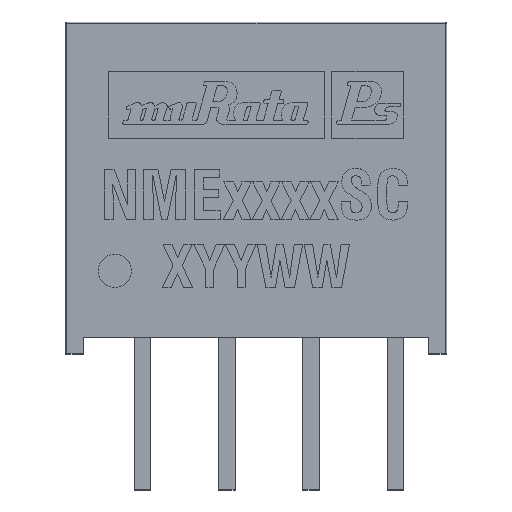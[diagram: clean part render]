
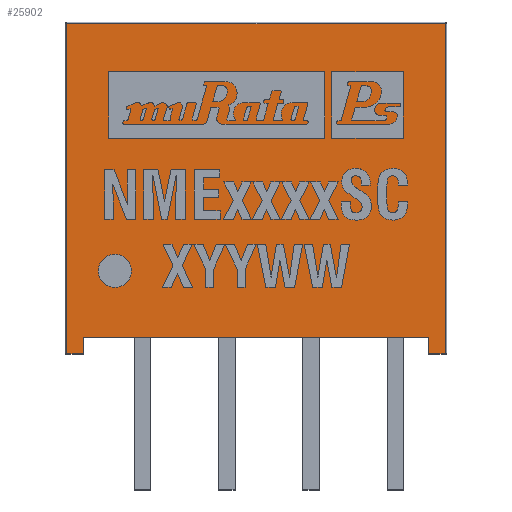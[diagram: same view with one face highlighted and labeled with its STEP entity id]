
A CAD part, top view. The second image highlights one B-rep face of the part: STEP entity #25902.
In plain terms, the highlighted planar face has unit normal (0, 0, 1).
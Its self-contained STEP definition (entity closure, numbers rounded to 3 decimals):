
#870 = DIRECTION ( 'NONE',  ( 0., 0., -1. ) ) ;
#1225 = VECTOR ( 'NONE', #15219, 1000. ) ;
#1824 = CARTESIAN_POINT ( 'NONE',  ( 9.12, 14.05, 1.25 ) ) ;
#2981 = CARTESIAN_POINT ( 'NONE',  ( -2.28, 4.1, 1.25 ) ) ;
#3342 = EDGE_CURVE ( 'NONE', #4723, #24748, #13482, .T. ) ;
#3448 = EDGE_CURVE ( 'NONE', #25697, #3695, #6562, .T. ) ;
#3491 = CARTESIAN_POINT ( 'NONE',  ( -2.33, 14.05, 1.25 ) ) ;
#3695 = VERTEX_POINT ( 'NONE', #9716 ) ;
#4398 = VERTEX_POINT ( 'NONE', #1824 ) ;
#4451 = LINE ( 'NONE', #7151, #6634 ) ;
#4670 = ORIENTED_EDGE ( 'NONE', *, *, #3448, .T. ) ;
#4723 = VERTEX_POINT ( 'NONE', #9048 ) ;
#4908 = CARTESIAN_POINT ( 'NONE',  ( 8.62, 4.1, 1.25 ) ) ;
#5499 = ORIENTED_EDGE ( 'NONE', *, *, #15209, .T. ) ;
#6562 = LINE ( 'NONE', #2981, #1225 ) ;
#6634 = VECTOR ( 'NONE', #21175, 1000. ) ;
#6750 = EDGE_CURVE ( 'NONE', #4398, #25697, #10196, .T. ) ;
#7026 = VECTOR ( 'NONE', #15533, 1000. ) ;
#7151 = CARTESIAN_POINT ( 'NONE',  ( -2.33, 4.1, 1.25 ) ) ;
#7271 = DIRECTION ( 'NONE',  ( 0., 1., 0. ) ) ;
#7782 = EDGE_CURVE ( 'NONE', #11053, #3695, #12370, .T. ) ;
#8256 = CARTESIAN_POINT ( 'NONE',  ( -1.78, 4.1, 1.25 ) ) ;
#9048 = CARTESIAN_POINT ( 'NONE',  ( -1.78, 4.6, 1.25 ) ) ;
#9716 = CARTESIAN_POINT ( 'NONE',  ( -2.28, 4.1, 1.25 ) ) ;
#10031 = LINE ( 'NONE', #24063, #24751 ) ;
#10157 = LINE ( 'NONE', #17263, #24894 ) ;
#10196 = LINE ( 'NONE', #3491, #25568 ) ;
#10784 = AXIS2_PLACEMENT_3D ( 'NONE', #12902, #870, #14934 ) ;
#10993 = FACE_OUTER_BOUND ( 'NONE', #21316, .T. ) ;
#11053 = VERTEX_POINT ( 'NONE', #8256 ) ;
#12069 = ORIENTED_EDGE ( 'NONE', *, *, #3342, .T. ) ;
#12370 = LINE ( 'NONE', #21397, #7026 ) ;
#12902 = CARTESIAN_POINT ( 'NONE',  ( -2.33, 4.1, 1.25 ) ) ;
#13156 = EDGE_CURVE ( 'NONE', #20661, #15773, #4451, .T. ) ;
#13482 = LINE ( 'NONE', #22046, #24165 ) ;
#13736 = CARTESIAN_POINT ( 'NONE',  ( 8.62, 4.1, 1.25 ) ) ;
#14402 = CARTESIAN_POINT ( 'NONE',  ( 8.62, 4.6, 1.25 ) ) ;
#14934 = DIRECTION ( 'NONE',  ( 1., 0., 0. ) ) ;
#15209 = EDGE_CURVE ( 'NONE', #11053, #4723, #10031, .T. ) ;
#15219 = DIRECTION ( 'NONE',  ( 0., -1., 0. ) ) ;
#15533 = DIRECTION ( 'NONE',  ( -1., 0., 0. ) ) ;
#15694 = DIRECTION ( 'NONE',  ( 0., -1., 0. ) ) ;
#15773 = VERTEX_POINT ( 'NONE', #4908 ) ;
#16540 = ORIENTED_EDGE ( 'NONE', *, *, #23820, .T. ) ;
#16832 = PLANE ( 'NONE',  #10784 ) ;
#17263 = CARTESIAN_POINT ( 'NONE',  ( 9.12, 4.1, 1.25 ) ) ;
#17544 = DIRECTION ( 'NONE',  ( -1., 0., 0. ) ) ;
#18098 = DIRECTION ( 'NONE',  ( 0., 1., 0. ) ) ;
#18965 = VECTOR ( 'NONE', #15694, 1000. ) ;
#19627 = LINE ( 'NONE', #13736, #18965 ) ;
#20661 = VERTEX_POINT ( 'NONE', #25530 ) ;
#20663 = ORIENTED_EDGE ( 'NONE', *, *, #13156, .F. ) ;
#21175 = DIRECTION ( 'NONE',  ( -1., 0., 0. ) ) ;
#21291 = ORIENTED_EDGE ( 'NONE', *, *, #7782, .F. ) ;
#21316 = EDGE_LOOP ( 'NONE', ( #20663, #22273, #22954, #4670, #21291, #5499, #12069, #16540 ) ) ;
#21397 = CARTESIAN_POINT ( 'NONE',  ( -2.33, 4.1, 1.25 ) ) ;
#22046 = CARTESIAN_POINT ( 'NONE',  ( -1.78, 4.6, 1.25 ) ) ;
#22273 = ORIENTED_EDGE ( 'NONE', *, *, #22455, .T. ) ;
#22455 = EDGE_CURVE ( 'NONE', #20661, #4398, #10157, .T. ) ;
#22954 = ORIENTED_EDGE ( 'NONE', *, *, #6750, .T. ) ;
#23820 = EDGE_CURVE ( 'NONE', #24748, #15773, #19627, .T. ) ;
#24063 = CARTESIAN_POINT ( 'NONE',  ( -1.78, 4.1, 1.25 ) ) ;
#24165 = VECTOR ( 'NONE', #25982, 1000. ) ;
#24748 = VERTEX_POINT ( 'NONE', #14402 ) ;
#24751 = VECTOR ( 'NONE', #18098, 1000. ) ;
#24894 = VECTOR ( 'NONE', #7271, 1000. ) ;
#25530 = CARTESIAN_POINT ( 'NONE',  ( 9.12, 4.1, 1.25 ) ) ;
#25568 = VECTOR ( 'NONE', #17544, 1000. ) ;
#25697 = VERTEX_POINT ( 'NONE', #26009 ) ;
#25902 = ADVANCED_FACE ( 'NONE', ( #10993 ), #16832, .F. ) ;
#25982 = DIRECTION ( 'NONE',  ( 1., 0., 0. ) ) ;
#26009 = CARTESIAN_POINT ( 'NONE',  ( -2.28, 14.05, 1.25 ) ) ;
